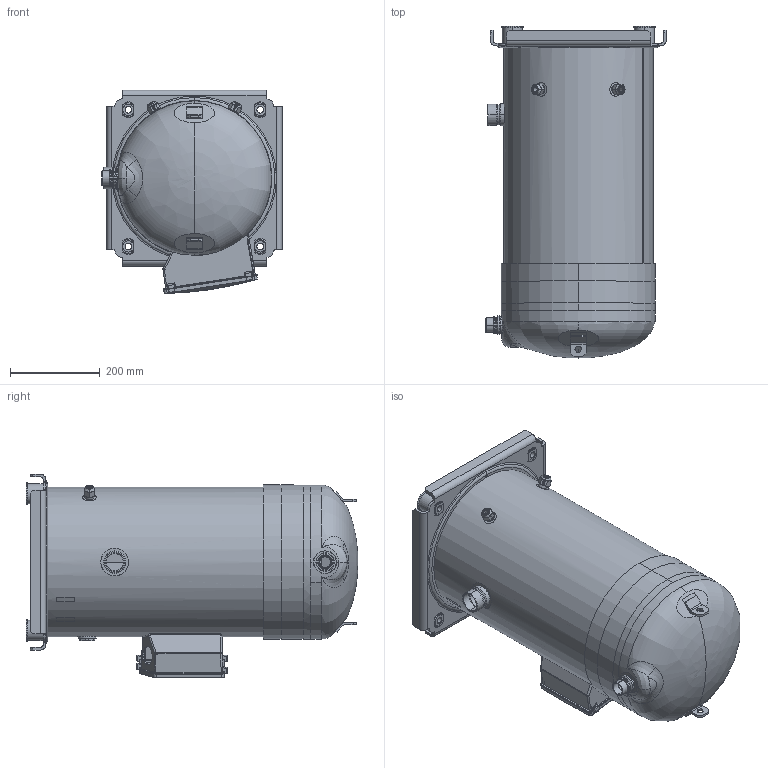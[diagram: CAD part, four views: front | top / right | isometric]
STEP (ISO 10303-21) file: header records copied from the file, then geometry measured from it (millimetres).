
FILE_DESCRIPTION((''),'2;1');
FILE_NAME('8556094P01_ASM','2011-10-24T',('u247199'),('DANFOSS COMMERCIAL COMPRESSOR'),'PRO/ENGINEER BY PARAMETRIC TECHNOLOGY CORPORATION, 2010140','PRO/ENGINEER BY PARAMETRIC TECHNOLOGY CORPORATION, 2010140','');
FILE_SCHEMA(('CONFIG_CONTROL_DESIGN'));
Length unit declared in the file: millimetre
Products named in the file (26): 5312377; 5312332P03; 7315032; 7315021; 5311827P01; 5313050P10; 5316693P10_ASM; 5311363; 5311391; 5311388; 5311564P01; 6104003P02; 5312343; 5314153P15_ASM; 5312319P03; 5312344; 5311630; 5311631; 5314154P05_ASM; 6204036P01; 6807027; 5606117; 5606118; 5603008P01; 6807055; 8556094P01_ASM
Assembly tree (36 placements, depth 4):
  8556094P01_ASM
    5312377
    5314153P15_ASM
      5312332P03
      7315032
      7315021
      5316693P10_ASM
        5311827P01
        5313050P10
      5311363
      5311391
      5311388  x2
      5311564P01
      6104003P02  x3
      5312343  x3
    5314154P05_ASM
      5312319P03
      5312344  x2
      5311630
      5311631
    6204036P01
    6807027  x2
    5606117
    5606118
    5603008P01  x4
    6807055  x2
Bounding box: 402.3 x 739.93 x 453.91 mm (x, y, z)
Volume: 4920528.1 mm3; surface area: 2473740.6 mm2
Topology: 35 solids, 35 shells, 2746 faces, 6467 edges, 3895 vertices
Faces by surface type: cylinder 914, plane 756, bspline 535, cone 281, torus 167, sphere 71, extrusion 18, revolution 4
Entity records: 113457 total; most frequent: CARTESIAN_POINT 60238, ORIENTED_EDGE 11530, DIRECTION 10210, EDGE_CURVE 5765, AXIS2_PLACEMENT_3D 3965, VERTEX_POINT 3467, EDGE_LOOP 2650, FACE_OUTER_BOUND 2451
